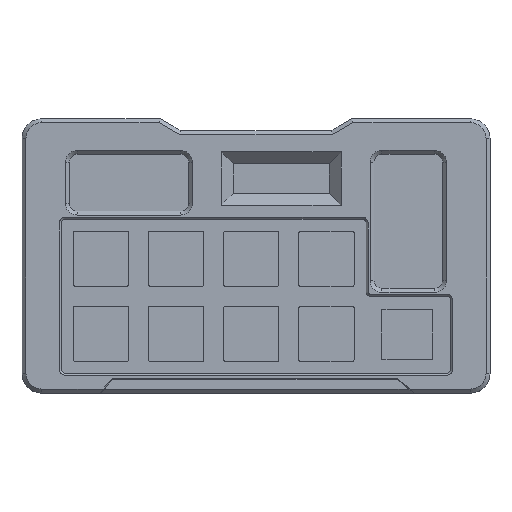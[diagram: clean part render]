
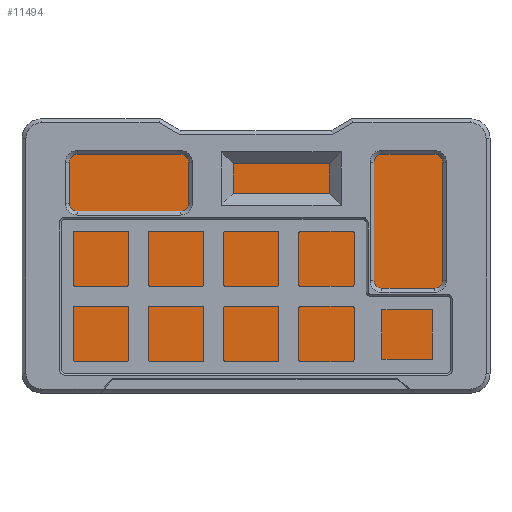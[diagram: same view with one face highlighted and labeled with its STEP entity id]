
A CAD part, top view. The second image highlights one B-rep face of the part: STEP entity #11494.
In plain terms, the highlighted planar face has unit normal (0, 0, 1).
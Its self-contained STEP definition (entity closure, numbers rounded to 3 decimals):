
#590=PLANE('',#12008);
#1128=FACE_OUTER_BOUND('',#1794,.T.);
#1794=EDGE_LOOP('',(#9492,#9493,#9494,#9495));
#2685=LINE('',#19825,#3830);
#2688=LINE('',#19831,#3833);
#2691=LINE('',#19837,#3836);
#2694=LINE('',#19841,#3839);
#3830=VECTOR('',#13460,10.);
#3833=VECTOR('',#13465,10.);
#3836=VECTOR('',#13470,10.);
#3839=VECTOR('',#13475,10.);
#5387=VERTEX_POINT('',#19822);
#5388=VERTEX_POINT('',#19824);
#5390=VERTEX_POINT('',#19830);
#5392=VERTEX_POINT('',#19836);
#6823=EDGE_CURVE('',#5388,#5387,#2685,.T.);
#6826=EDGE_CURVE('',#5390,#5388,#2688,.T.);
#6829=EDGE_CURVE('',#5392,#5390,#2691,.T.);
#6832=EDGE_CURVE('',#5387,#5392,#2694,.T.);
#9492=ORIENTED_EDGE('',*,*,#6832,.T.);
#9493=ORIENTED_EDGE('',*,*,#6829,.T.);
#9494=ORIENTED_EDGE('',*,*,#6826,.T.);
#9495=ORIENTED_EDGE('',*,*,#6823,.T.);
#11494=ADVANCED_FACE('',(#1128),#590,.T.);
#12008=AXIS2_PLACEMENT_3D('',#19842,#13476,#13477);
#13460=DIRECTION('',(1.,0.,0.));
#13465=DIRECTION('',(0.,-1.,0.));
#13470=DIRECTION('',(-1.,0.,0.));
#13475=DIRECTION('',(0.,1.,0.));
#13476=DIRECTION('center_axis',(0.,0.,1.));
#13477=DIRECTION('ref_axis',(1.,0.,0.));
#19822=CARTESIAN_POINT('',(98.1,0.445,7.6));
#19824=CARTESIAN_POINT('',(0.469,0.445,7.6));
#19825=CARTESIAN_POINT('',(0.469,0.445,7.6));
#19830=CARTESIAN_POINT('',(0.469,57.,7.6));
#19831=CARTESIAN_POINT('',(0.469,57.,7.6));
#19836=CARTESIAN_POINT('',(98.1,57.,7.6));
#19837=CARTESIAN_POINT('',(98.1,57.,7.6));
#19841=CARTESIAN_POINT('',(98.1,0.445,7.6));
#19842=CARTESIAN_POINT('Origin',(49.285,28.723,7.6));
